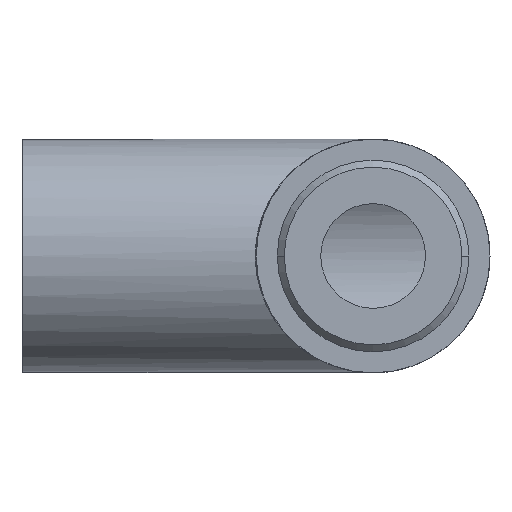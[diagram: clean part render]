
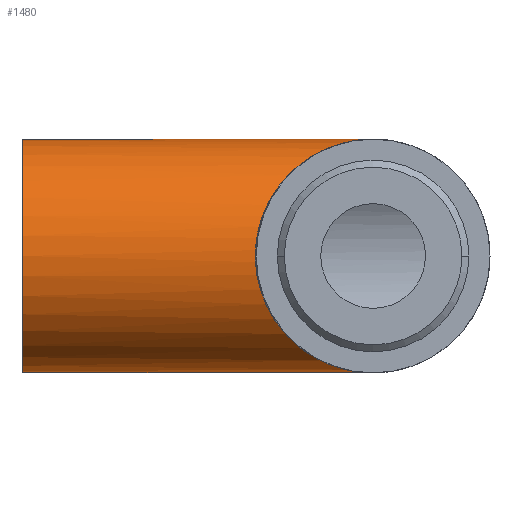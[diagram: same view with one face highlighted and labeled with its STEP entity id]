
A CAD part, front view. The second image highlights one B-rep face of the part: STEP entity #1480.
In plain terms, the highlighted cylindrical face has radius 12.5 mm (diameter 25 mm), a partial arc.
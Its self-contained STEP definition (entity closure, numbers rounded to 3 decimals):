
#232 = FACE_OUTER_BOUND ( 'NONE', #28313, .T. ) ;
#617 = LINE ( 'NONE', #11040, #2578 ) ;
#732 = DIRECTION ( 'NONE',  ( 0., 0., 1. ) ) ;
#1480 = ADVANCED_FACE ( 'NONE', ( #232 ), #18043, .T. ) ;
#2578 = VECTOR ( 'NONE', #21277, 1000. ) ;
#4130 = AXIS2_PLACEMENT_3D ( 'NONE', #10659, #5282, #732 ) ;
#5146 = CARTESIAN_POINT ( 'NONE',  ( 27.6, 137.5, 12.5 ) ) ;
#5260 = CARTESIAN_POINT ( 'NONE',  ( 0., 137.5, -12.5 ) ) ;
#5282 = DIRECTION ( 'NONE',  ( -1., 0., 0. ) ) ;
#8091 = ORIENTED_EDGE ( 'NONE', *, *, #27576, .T. ) ;
#8540 = EDGE_CURVE ( 'NONE', #8714, #16581, #10433, .T. ) ;
#8714 = VERTEX_POINT ( 'NONE', #18301 ) ;
#8897 = CARTESIAN_POINT ( 'NONE',  ( -25.2, 112.5, 12.5 ) ) ;
#10433 = CIRCLE ( 'NONE', #13129, 12.5 ) ;
#10659 = CARTESIAN_POINT ( 'NONE',  ( 27.6, 137.5, 0. ) ) ;
#11040 = CARTESIAN_POINT ( 'NONE',  ( 27.6, 137.5, -12.5 ) ) ;
#11252 = CARTESIAN_POINT ( 'NONE',  ( -25.2, 112.5, -12.5 ) ) ;
#11945 = DIRECTION ( 'NONE',  ( 0., 0., -1. ) ) ;
#13129 = AXIS2_PLACEMENT_3D ( 'NONE', #19352, #16822, #11945 ) ;
#16286 = CARTESIAN_POINT ( 'NONE',  ( 0., 137.5, 12.5 ) ) ;
#16581 = VERTEX_POINT ( 'NONE', #18824 ) ;
#16822 = DIRECTION ( 'NONE',  ( 1., 0., 0. ) ) ;
#17493 = ORIENTED_EDGE ( 'NONE', *, *, #8540, .T. ) ;
#17714 = EDGE_CURVE ( 'NONE', #26423, #18068, #21551, .T. ) ;
#18043 = CYLINDRICAL_SURFACE ( 'NONE', #4130, 12.5 ) ;
#18068 = VERTEX_POINT ( 'NONE', #22807 ) ;
#18301 = CARTESIAN_POINT ( 'NONE',  ( -37.45, 137.5, 12.5 ) ) ;
#18824 = CARTESIAN_POINT ( 'NONE',  ( -37.45, 137.5, -12.5 ) ) ;
#19352 = CARTESIAN_POINT ( 'NONE',  ( -37.45, 137.5, 0. ) ) ;
#21130 = VECTOR ( 'NONE', #30654, 1000. ) ;
#21277 = DIRECTION ( 'NONE',  ( -1., 0., 0. ) ) ;
#21551 =( BOUNDED_CURVE ( )  B_SPLINE_CURVE ( 3, ( #29197, #11252, #8897, #16286 ),
 .UNSPECIFIED., .F., .T. ) 
 B_SPLINE_CURVE_WITH_KNOTS ( ( 4, 4 ),
 ( 4.712, 7.854 ),
 .UNSPECIFIED. ) 
 CURVE ( )  GEOMETRIC_REPRESENTATION_ITEM ( )  RATIONAL_B_SPLINE_CURVE ( ( 1., 0.333, 0.333, 1. ) ) 
 REPRESENTATION_ITEM ( '' )  );
#22304 = ORIENTED_EDGE ( 'NONE', *, *, #17714, .T. ) ;
#22807 = CARTESIAN_POINT ( 'NONE',  ( 0., 137.5, 12.5 ) ) ;
#24830 = EDGE_CURVE ( 'NONE', #26423, #16581, #617, .T. ) ;
#25468 = LINE ( 'NONE', #5146, #21130 ) ;
#26423 = VERTEX_POINT ( 'NONE', #5260 ) ;
#27576 = EDGE_CURVE ( 'NONE', #18068, #8714, #25468, .T. ) ;
#28313 = EDGE_LOOP ( 'NONE', ( #31627, #22304, #8091, #17493 ) ) ;
#29197 = CARTESIAN_POINT ( 'NONE',  ( 0., 137.5, -12.5 ) ) ;
#30654 = DIRECTION ( 'NONE',  ( -1., 0., 0. ) ) ;
#31627 = ORIENTED_EDGE ( 'NONE', *, *, #24830, .F. ) ;
